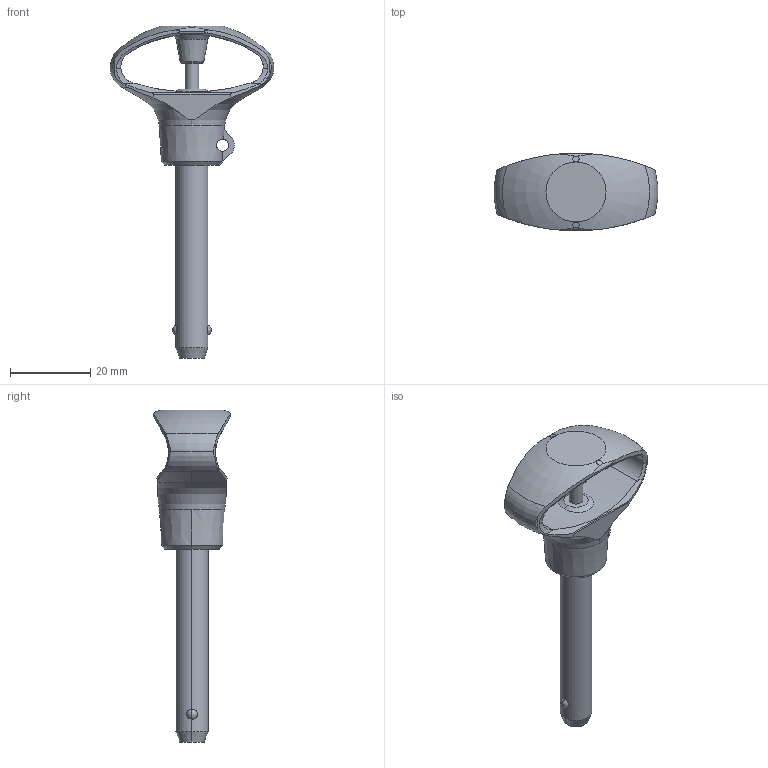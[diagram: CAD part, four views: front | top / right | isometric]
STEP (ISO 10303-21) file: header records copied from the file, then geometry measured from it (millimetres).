
FILE_DESCRIPTION(('STEP AP214'),'1');
FILE_NAME(' ',' ',('TraceParts'),('TraceParts S.A.'),'XStep 1.0',' ',' ');
FILE_SCHEMA(('automotive_design'));
Length unit declared in the file: millimetre
Products named in the file (1): 1
Bounding box: 40.84 x 19.2 x 83 mm (x, y, z)
Volume: 9673.4 mm3; surface area: 5281.9 mm2
Topology: 1 solids, 1 shells, 86 faces, 250 edges, 165 vertices
Faces by surface type: cylinder 34, plane 22, cone 16, torus 10, sphere 4
Entity records: 7633 total; most frequent: CARTESIAN_POINT 2700, STYLED_ITEM 501, PRESENTATION_STYLE_ASSIGNMENT 501, COLOUR_RGB 501, ORIENTED_EDGE 500, DIRECTION 404, EDGE_CURVE 250, CURVE_STYLE 250
